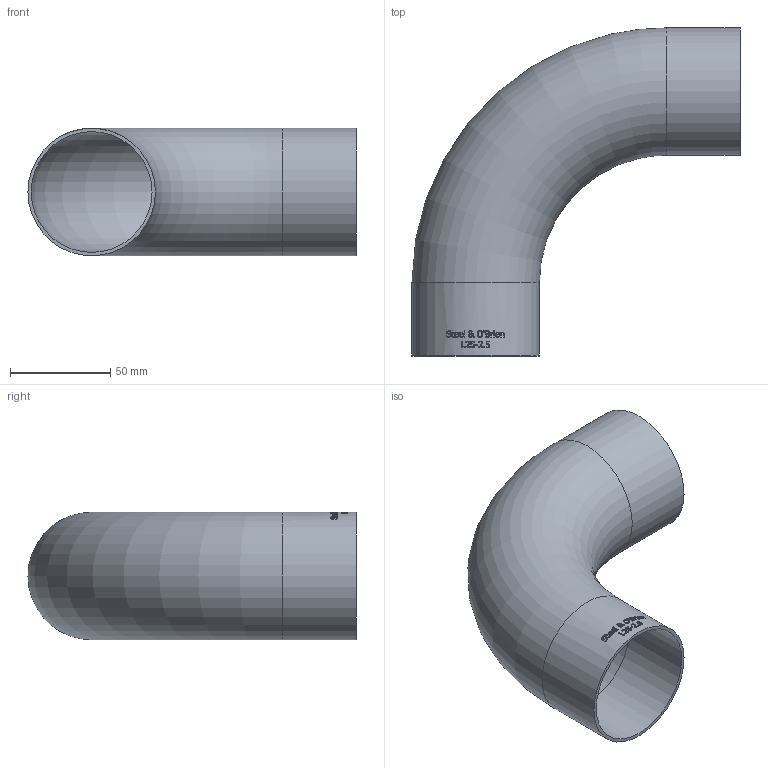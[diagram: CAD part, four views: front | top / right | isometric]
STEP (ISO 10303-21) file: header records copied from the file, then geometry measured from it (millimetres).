
FILE_DESCRIPTION(/* description */ (''),/* implementation_level */ '2;1');
FILE_NAME(/* name */ 'L2S-2.5.stp',/* time_stamp */ '2019-02-01T15:46:41-05:00',/* author */ ('rick'),/* organization */ (''),/* preprocessor_version */ 'ST-DEVELOPER v15.2',/* originating_system */ 'Autodesk Inventor 2014',/* authorisation */ '');
FILE_SCHEMA (('AUTOMOTIVE_DESIGN { 1 0 10303 214 3 1 1 }'));
Length unit declared in the file: inch
Products named in the file (1): L2S-2.5
Bounding box: 163.53 x 163.53 x 63.5 mm (x, y, z)
Volume: 71425.6 mm3; surface area: 87203.4 mm2
Topology: 1 solids, 1 shells, 324 faces, 875 edges, 582 vertices
Faces by surface type: bspline 170, plane 119, cylinder 33, torus 2
Full cylindrical faces by diameter (mm): 60.198 x2, 63.5 x2
Entity records: 13283 total; most frequent: CARTESIAN_POINT 6140, ORIENTED_EDGE 1738, DIRECTION 973, EDGE_CURVE 869, VERTEX_POINT 582, LINE 395, VECTOR 395, EDGE_LOOP 361
